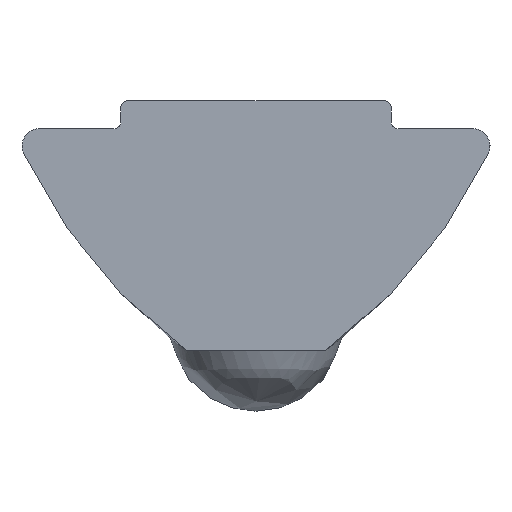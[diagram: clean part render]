
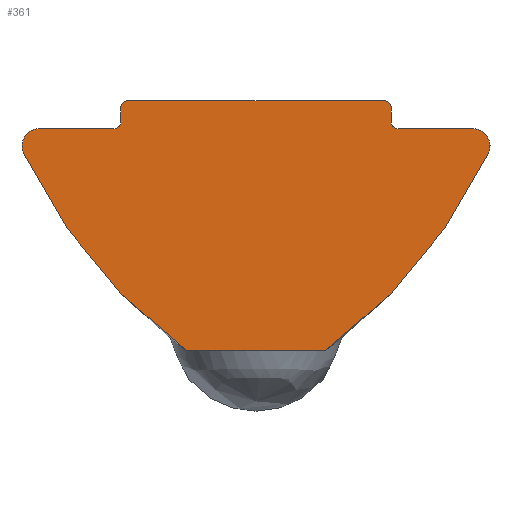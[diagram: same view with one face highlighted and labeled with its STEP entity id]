
A CAD part, left-side view. The second image highlights one B-rep face of the part: STEP entity #361.
In plain terms, the highlighted planar face has unit normal (-1, 0, 0).
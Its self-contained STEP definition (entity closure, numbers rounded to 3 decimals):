
#2 = DIRECTION ( 'NONE',  ( 0., 0., 1. ) ) ;
#7 = DIRECTION ( 'NONE',  ( 1., 0., 0. ) ) ;
#9 = VERTEX_POINT ( 'NONE', #579 ) ;
#10 = AXIS2_PLACEMENT_3D ( 'NONE', #377, #453, #617 ) ;
#20 = EDGE_CURVE ( 'NONE', #235, #525, #270, .T. ) ;
#24 = VECTOR ( 'NONE', #87, 1000. ) ;
#31 = EDGE_LOOP ( 'NONE', ( #374, #438, #737, #555, #53, #218, #745, #387, #523, #379, #205, #390, #454, #646 ) ) ;
#44 = AXIS2_PLACEMENT_3D ( 'NONE', #168, #362, #720 ) ;
#53 = ORIENTED_EDGE ( 'NONE', *, *, #20, .F. ) ;
#56 = CARTESIAN_POINT ( 'NONE',  ( -7.5, -6.85, 4.91 ) ) ;
#57 = AXIS2_PLACEMENT_3D ( 'NONE', #364, #7, #2 ) ;
#59 = VECTOR ( 'NONE', #226, 1000. ) ;
#68 = DIRECTION ( 'NONE',  ( 0., 0., -1. ) ) ;
#70 = CIRCLE ( 'NONE', #198, 0.505 ) ;
#81 = VERTEX_POINT ( 'NONE', #520 ) ;
#87 = DIRECTION ( 'NONE',  ( 0., -1., 0. ) ) ;
#91 = CARTESIAN_POINT ( 'NONE',  ( -7.5, 4.1, -0.8 ) ) ;
#98 = CARTESIAN_POINT ( 'NONE',  ( -7.5, 3.7, -0.8 ) ) ;
#105 = LINE ( 'NONE', #652, #419 ) ;
#110 = VERTEX_POINT ( 'NONE', #760 ) ;
#117 = PLANE ( 'NONE',  #436 ) ;
#118 = CARTESIAN_POINT ( 'NONE',  ( -7.5, -6.245, -1.305 ) ) ;
#122 = EDGE_CURVE ( 'NONE', #631, #110, #714, .T. ) ;
#125 = DIRECTION ( 'NONE',  ( 0., 1., 0. ) ) ;
#127 = DIRECTION ( 'NONE',  ( 1., 0., 0. ) ) ;
#131 = EDGE_CURVE ( 'NONE', #110, #502, #70, .T. ) ;
#132 = DIRECTION ( 'NONE',  ( 0., 0., 1. ) ) ;
#137 = VERTEX_POINT ( 'NONE', #192 ) ;
#145 = CARTESIAN_POINT ( 'NONE',  ( -7.5, 3.7, 0. ) ) ;
#152 = DIRECTION ( 'NONE',  ( 1., 0., 0. ) ) ;
#156 = AXIS2_PLACEMENT_3D ( 'NONE', #313, #485, #132 ) ;
#161 = LINE ( 'NONE', #239, #591 ) ;
#168 = CARTESIAN_POINT ( 'NONE',  ( -7.5, -3.7, -0.2 ) ) ;
#170 = DIRECTION ( 'NONE',  ( 0., 0., 1. ) ) ;
#178 = EDGE_CURVE ( 'NONE', #502, #81, #391, .T. ) ;
#179 = DIRECTION ( 'NONE',  ( 1., 0., 0. ) ) ;
#183 = CIRCLE ( 'NONE', #156, 0.2 ) ;
#190 = VERTEX_POINT ( 'NONE', #496 ) ;
#191 = EDGE_CURVE ( 'NONE', #631, #9, #183, .T. ) ;
#192 = CARTESIAN_POINT ( 'NONE',  ( -7.5, 6.245, -0.8 ) ) ;
#193 = LINE ( 'NONE', #665, #224 ) ;
#194 = VERTEX_POINT ( 'NONE', #202 ) ;
#196 = CARTESIAN_POINT ( 'NONE',  ( -7.5, 3.7, -0.8 ) ) ;
#198 = AXIS2_PLACEMENT_3D ( 'NONE', #118, #728, #593 ) ;
#202 = CARTESIAN_POINT ( 'NONE',  ( -7.5, 3.7, 0. ) ) ;
#205 = ORIENTED_EDGE ( 'NONE', *, *, #623, .T. ) ;
#218 = ORIENTED_EDGE ( 'NONE', *, *, #740, .F. ) ;
#224 = VECTOR ( 'NONE', #125, 1000. ) ;
#226 = DIRECTION ( 'NONE',  ( 0., -1., 0. ) ) ;
#233 = AXIS2_PLACEMENT_3D ( 'NONE', #562, #514, #508 ) ;
#235 = VERTEX_POINT ( 'NONE', #382 ) ;
#239 = CARTESIAN_POINT ( 'NONE',  ( -7.5, 3.9, -0.6 ) ) ;
#248 = EDGE_CURVE ( 'NONE', #525, #137, #261, .T. ) ;
#256 = EDGE_CURVE ( 'NONE', #723, #576, #282, .T. ) ;
#261 = CIRCLE ( 'NONE', #10, 0.505 ) ;
#262 = EDGE_CURVE ( 'NONE', #194, #628, #504, .T. ) ;
#270 = CIRCLE ( 'NONE', #718, 15. ) ;
#282 = CIRCLE ( 'NONE', #683, 0.2 ) ;
#283 = EDGE_CURVE ( 'NONE', #628, #190, #766, .T. ) ;
#313 = CARTESIAN_POINT ( 'NONE',  ( -7.5, -4.1, -0.6 ) ) ;
#323 = DIRECTION ( 'NONE',  ( 0., 0., 1. ) ) ;
#330 = VERTEX_POINT ( 'NONE', #471 ) ;
#342 = DIRECTION ( 'NONE',  ( 0., 0., -1. ) ) ;
#361 = ADVANCED_FACE ( 'NONE', ( #663 ), #117, .F. ) ;
#362 = DIRECTION ( 'NONE',  ( 1., 0., 0. ) ) ;
#364 = CARTESIAN_POINT ( 'NONE',  ( -7.5, 6.85, 4.91 ) ) ;
#374 = ORIENTED_EDGE ( 'NONE', *, *, #614, .T. ) ;
#377 = CARTESIAN_POINT ( 'NONE',  ( -7.5, 6.245, -1.305 ) ) ;
#379 = ORIENTED_EDGE ( 'NONE', *, *, #191, .T. ) ;
#382 = CARTESIAN_POINT ( 'NONE',  ( -7.5, 2.001, -7.2 ) ) ;
#384 = CARTESIAN_POINT ( 'NONE',  ( -7.5, -6.701, -1.522 ) ) ;
#387 = ORIENTED_EDGE ( 'NONE', *, *, #131, .F. ) ;
#390 = ORIENTED_EDGE ( 'NONE', *, *, #283, .F. ) ;
#391 = CIRCLE ( 'NONE', #57, 15. ) ;
#414 = CARTESIAN_POINT ( 'NONE',  ( -7.5, -3.7, 0. ) ) ;
#419 = VECTOR ( 'NONE', #701, 1000. ) ;
#436 = AXIS2_PLACEMENT_3D ( 'NONE', #708, #127, #68 ) ;
#438 = ORIENTED_EDGE ( 'NONE', *, *, #256, .T. ) ;
#450 = CARTESIAN_POINT ( 'NONE',  ( -7.5, 4.1, -0.6 ) ) ;
#453 = DIRECTION ( 'NONE',  ( 1., 0., 0. ) ) ;
#454 = ORIENTED_EDGE ( 'NONE', *, *, #262, .F. ) ;
#462 = CARTESIAN_POINT ( 'NONE',  ( -7.5, -4.1, -0.8 ) ) ;
#466 = EDGE_CURVE ( 'NONE', #330, #194, #557, .T. ) ;
#471 = CARTESIAN_POINT ( 'NONE',  ( -7.5, 3.9, -0.2 ) ) ;
#485 = DIRECTION ( 'NONE',  ( 1., 0., 0. ) ) ;
#496 = CARTESIAN_POINT ( 'NONE',  ( -7.5, -3.9, -0.2 ) ) ;
#502 = VERTEX_POINT ( 'NONE', #384 ) ;
#504 = LINE ( 'NONE', #145, #24 ) ;
#508 = DIRECTION ( 'NONE',  ( 0., 0., 1. ) ) ;
#514 = DIRECTION ( 'NONE',  ( 1., 0., 0. ) ) ;
#516 = VECTOR ( 'NONE', #733, 1000. ) ;
#520 = CARTESIAN_POINT ( 'NONE',  ( -7.5, -2.001, -7.2 ) ) ;
#523 = ORIENTED_EDGE ( 'NONE', *, *, #122, .F. ) ;
#525 = VERTEX_POINT ( 'NONE', #630 ) ;
#530 = EDGE_CURVE ( 'NONE', #137, #576, #757, .T. ) ;
#555 = ORIENTED_EDGE ( 'NONE', *, *, #248, .F. ) ;
#557 = CIRCLE ( 'NONE', #233, 0.2 ) ;
#562 = CARTESIAN_POINT ( 'NONE',  ( -7.5, 3.7, -0.2 ) ) ;
#576 = VERTEX_POINT ( 'NONE', #91 ) ;
#579 = CARTESIAN_POINT ( 'NONE',  ( -7.5, -3.9, -0.6 ) ) ;
#591 = VECTOR ( 'NONE', #342, 1000. ) ;
#593 = DIRECTION ( 'NONE',  ( 0., 0., 1. ) ) ;
#614 = EDGE_CURVE ( 'NONE', #330, #723, #161, .T. ) ;
#617 = DIRECTION ( 'NONE',  ( 0., 0., 1. ) ) ;
#623 = EDGE_CURVE ( 'NONE', #9, #190, #105, .T. ) ;
#628 = VERTEX_POINT ( 'NONE', #414 ) ;
#630 = CARTESIAN_POINT ( 'NONE',  ( -7.5, 6.701, -1.522 ) ) ;
#631 = VERTEX_POINT ( 'NONE', #462 ) ;
#646 = ORIENTED_EDGE ( 'NONE', *, *, #466, .F. ) ;
#652 = CARTESIAN_POINT ( 'NONE',  ( -7.5, -3.9, -0.2 ) ) ;
#663 = FACE_OUTER_BOUND ( 'NONE', #31, .T. ) ;
#665 = CARTESIAN_POINT ( 'NONE',  ( -7.5, 3.7, -7.2 ) ) ;
#683 = AXIS2_PLACEMENT_3D ( 'NONE', #450, #152, #323 ) ;
#701 = DIRECTION ( 'NONE',  ( 0., 0., 1. ) ) ;
#708 = CARTESIAN_POINT ( 'NONE',  ( -7.5, 3.7, -0.2 ) ) ;
#714 = LINE ( 'NONE', #196, #516 ) ;
#718 = AXIS2_PLACEMENT_3D ( 'NONE', #56, #179, #170 ) ;
#720 = DIRECTION ( 'NONE',  ( 0., 0., 1. ) ) ;
#722 = CARTESIAN_POINT ( 'NONE',  ( -7.5, 3.9, -0.6 ) ) ;
#723 = VERTEX_POINT ( 'NONE', #722 ) ;
#728 = DIRECTION ( 'NONE',  ( 1., 0., 0. ) ) ;
#733 = DIRECTION ( 'NONE',  ( 0., -1., 0. ) ) ;
#737 = ORIENTED_EDGE ( 'NONE', *, *, #530, .F. ) ;
#740 = EDGE_CURVE ( 'NONE', #81, #235, #193, .T. ) ;
#745 = ORIENTED_EDGE ( 'NONE', *, *, #178, .F. ) ;
#757 = LINE ( 'NONE', #98, #59 ) ;
#760 = CARTESIAN_POINT ( 'NONE',  ( -7.5, -6.245, -0.8 ) ) ;
#766 = CIRCLE ( 'NONE', #44, 0.2 ) ;
